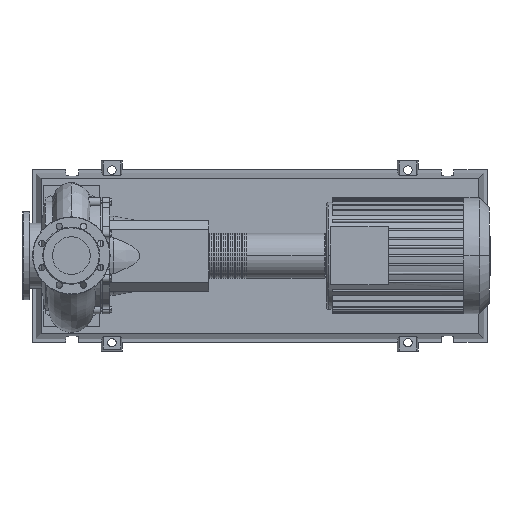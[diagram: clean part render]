
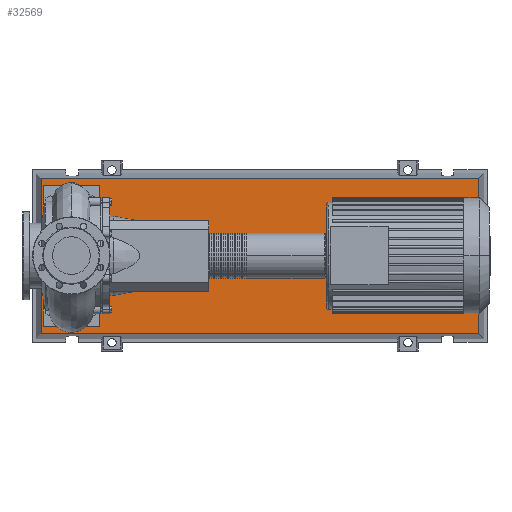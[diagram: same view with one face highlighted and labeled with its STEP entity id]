
A CAD part, top view. The second image highlights one B-rep face of the part: STEP entity #32569.
In plain terms, the highlighted planar face has unit normal (0, 0, 1).
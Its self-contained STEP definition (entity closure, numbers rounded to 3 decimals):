
#32250=CARTESIAN_POINT('',(1155.471,-220.471,103.0));
#32251=VERTEX_POINT('',#32250);
#32258=CARTESIAN_POINT('',(-85.471,-220.471,103.0));
#32259=VERTEX_POINT('',#32258);
#32260=CARTESIAN_POINT('',(1155.471,-220.471,103.0));
#32261=DIRECTION('',(-1.0,0.0,0.0));
#32262=VECTOR('',#32261,1240.941);
#32263=LINE('',#32260,#32262);
#32264=EDGE_CURVE('',#32251,#32259,#32263,.T.);
#32482=CARTESIAN_POINT('',(1155.471,220.471,103.0));
#32483=VERTEX_POINT('',#32482);
#32484=CARTESIAN_POINT('',(1155.471,220.471,103.0));
#32485=DIRECTION('',(0.0,-1.0,0.0));
#32486=VECTOR('',#32485,440.941);
#32487=LINE('',#32484,#32486);
#32488=EDGE_CURVE('',#32483,#32251,#32487,.T.);
#32506=CARTESIAN_POINT('',(-85.471,220.471,103.0));
#32507=VERTEX_POINT('',#32506);
#32508=CARTESIAN_POINT('',(-85.471,-220.471,103.0));
#32509=DIRECTION('',(0.0,1.0,0.0));
#32510=VECTOR('',#32509,440.941);
#32511=LINE('',#32508,#32510);
#32512=EDGE_CURVE('',#32259,#32507,#32511,.T.);
#32545=CARTESIAN_POINT('',(-85.471,220.471,103.0));
#32546=DIRECTION('',(1.0,0.0,0.0));
#32547=VECTOR('',#32546,1240.941);
#32548=LINE('',#32545,#32547);
#32549=EDGE_CURVE('',#32507,#32483,#32548,.T.);
#32558=CARTESIAN_POINT('',(535.,0.,103.0));
#32559=DIRECTION('',(0.0,0.0,1.0));
#32560=DIRECTION('',(1.0,0.0,0.0));
#32561=AXIS2_PLACEMENT_3D('',#32558,#32559,#32560);
#32562=PLANE('',#32561);
#32563=ORIENTED_EDGE('',*,*,#32488,.F.);
#32564=ORIENTED_EDGE('',*,*,#32549,.F.);
#32565=ORIENTED_EDGE('',*,*,#32512,.F.);
#32566=ORIENTED_EDGE('',*,*,#32264,.F.);
#32567=EDGE_LOOP('',(#32563,#32564,#32565,#32566));
#32568=FACE_OUTER_BOUND('',#32567,.T.);
#32569=ADVANCED_FACE('',(#32568),#32562,.T.);
